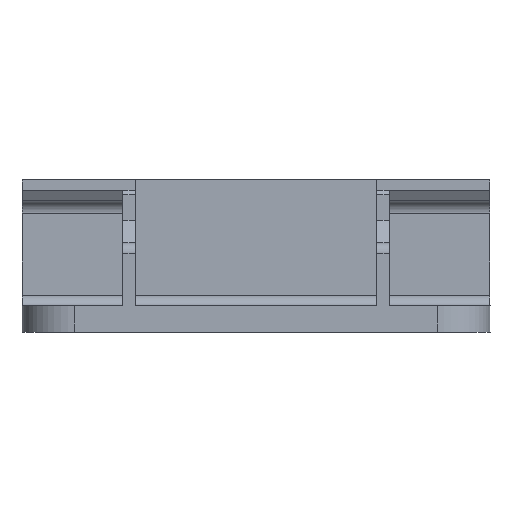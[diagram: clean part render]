
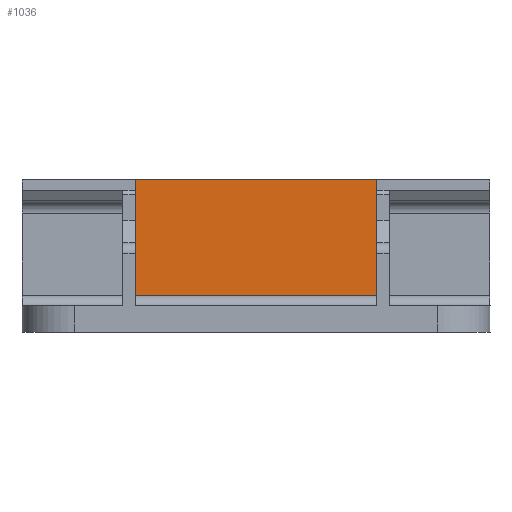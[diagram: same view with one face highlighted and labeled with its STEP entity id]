
A CAD part, front view. The second image highlights one B-rep face of the part: STEP entity #1036.
In plain terms, the highlighted planar face has unit normal (0, -1, 0).
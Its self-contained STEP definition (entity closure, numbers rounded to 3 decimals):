
#1036=ADVANCED_FACE('',(#1627),#1313,.T.);
#1313=PLANE('',#7740);
#1627=FACE_OUTER_BOUND('',#2024,.T.);
#2024=EDGE_LOOP('',(#3716,#3717,#3718,#3719));
#3716=ORIENTED_EDGE('',*,*,#5796,.T.);
#3717=ORIENTED_EDGE('',*,*,#5947,.F.);
#3718=ORIENTED_EDGE('',*,*,#5948,.F.);
#3719=ORIENTED_EDGE('',*,*,#5700,.F.);
#4783=VERTEX_POINT('',#11728);
#4784=VERTEX_POINT('',#11730);
#4846=VERTEX_POINT('',#12043);
#4938=VERTEX_POINT('',#12511);
#5700=EDGE_CURVE('',#4783,#4784,#6516,.T.);
#5796=EDGE_CURVE('',#4783,#4846,#6584,.T.);
#5947=EDGE_CURVE('',#4938,#4846,#6691,.T.);
#5948=EDGE_CURVE('',#4784,#4938,#6692,.T.);
#6516=LINE('',#11729,#7204);
#6584=LINE('',#12044,#7272);
#6691=LINE('',#12510,#7379);
#6692=LINE('',#12512,#7380);
#7204=VECTOR('',#8672,1.);
#7272=VECTOR('',#8788,1.);
#7379=VECTOR('',#9003,1.);
#7380=VECTOR('',#9004,1.);
#7740=AXIS2_PLACEMENT_3D('',#12513,#9005,#9006);
#8672=DIRECTION('',(0.,0.,-1.));
#8788=DIRECTION('',(-1.,0.,0.));
#9003=DIRECTION('',(0.,0.,1.));
#9004=DIRECTION('',(-1.,0.,0.));
#9005=DIRECTION('',(0.,-1.,0.));
#9006=DIRECTION('',(0.,0.,1.));
#11728=CARTESIAN_POINT('',(11.5,-12.,14.5));
#11729=CARTESIAN_POINT('',(11.5,-12.,6.452));
#11730=CARTESIAN_POINT('',(11.5,-12.,3.5));
#12043=CARTESIAN_POINT('',(-11.5,-12.,14.5));
#12044=CARTESIAN_POINT('',(0.,-12.,14.5));
#12510=CARTESIAN_POINT('',(-11.5,-12.,6.452));
#12511=CARTESIAN_POINT('',(-11.5,-12.,3.5));
#12512=CARTESIAN_POINT('',(0.,-12.,3.5));
#12513=CARTESIAN_POINT('',(0.,-12.,2.5));
